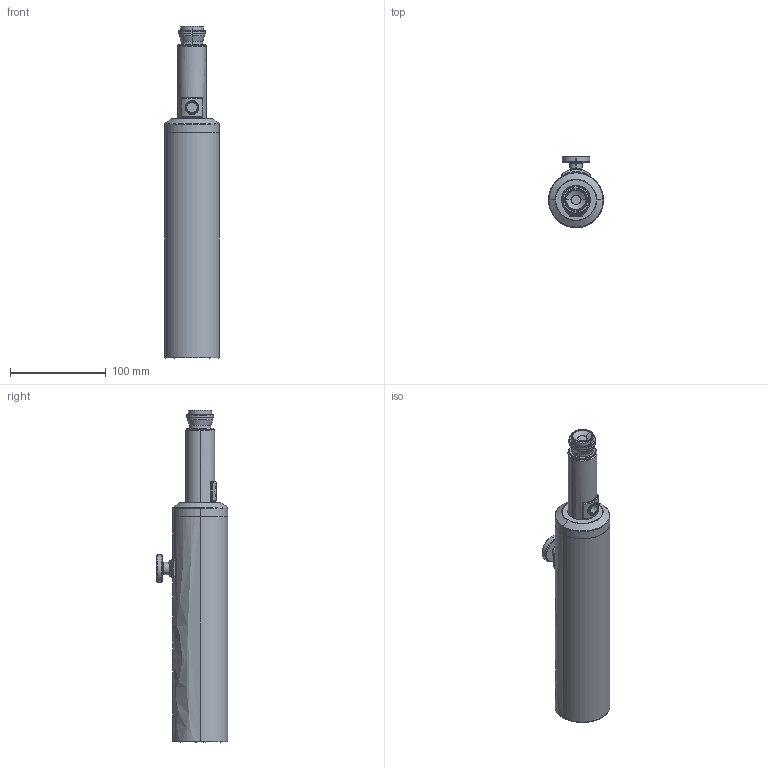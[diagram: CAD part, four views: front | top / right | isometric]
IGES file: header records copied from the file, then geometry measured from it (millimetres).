
Start section: SolidWorks IGES file using analytic representation for surfaces
Global section: file name: 2062.IGS; native system: SolidWorks 2014; preprocessor: SolidWorks 2014; author: igipson; date: 141023.100843; units: inch
Bounding box: 57.15 x 74.3 x 346.31 mm (x, y, z)
Surface area: 69092.4 mm2 (no closed solid volume)
Topology: 0 solids, 0 shells, 97 faces, 1932 edges, 2135 vertices
Faces by surface type: bspline 52, revolution 45
